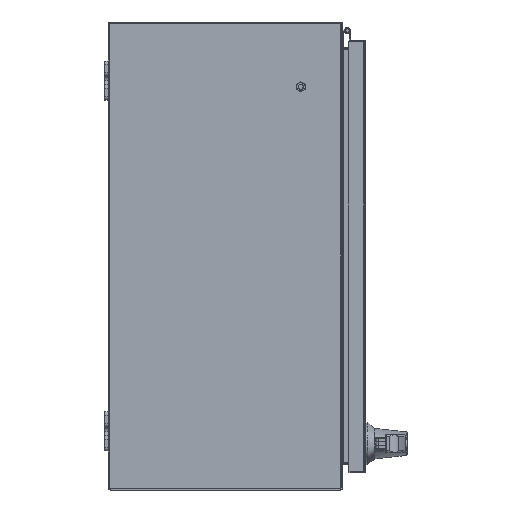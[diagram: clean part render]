
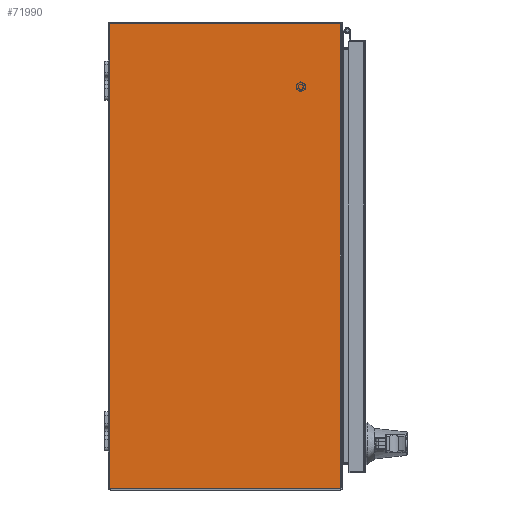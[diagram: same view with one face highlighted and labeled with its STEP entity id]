
A CAD part, front view. The second image highlights one B-rep face of the part: STEP entity #71990.
In plain terms, the highlighted face is planar.
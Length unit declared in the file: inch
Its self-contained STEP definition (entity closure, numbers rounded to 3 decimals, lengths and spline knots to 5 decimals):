
#2041 = EDGE_CURVE ( 'NONE', #17801, #14273, #107948, .T. ) ;
#2058 = CARTESIAN_POINT ( 'NONE',  ( 11.678, -11.77404, -15. ) ) ;
#2407 = AXIS2_PLACEMENT_3D ( 'NONE', #2058, #27592, #84273 ) ;
#3292 = CARTESIAN_POINT ( 'NONE',  ( 11.928, -12.941, -15. ) ) ;
#6241 = CARTESIAN_POINT ( 'NONE',  ( -11.928, -0.072, -15. ) ) ;
#8010 = FACE_OUTER_BOUND ( 'NONE', #40552, .T. ) ;
#8158 = CARTESIAN_POINT ( 'NONE',  ( 11.928, -0.072, -15. ) ) ;
#13058 = AXIS2_PLACEMENT_3D ( 'NONE', #49590, #74685, #91012 ) ;
#14154 = CARTESIAN_POINT ( 'NONE',  ( 11.928, -11.77404, -15. ) ) ;
#14273 = VERTEX_POINT ( 'NONE', #107586 ) ;
#14393 = LINE ( 'NONE', #3292, #91131 ) ;
#14447 = DIRECTION ( 'NONE',  ( 0., 0., 1. ) ) ;
#14489 = VERTEX_POINT ( 'NONE', #21995 ) ;
#16605 = ORIENTED_EDGE ( 'NONE', *, *, #56693, .F. ) ;
#16924 = DIRECTION ( 'NONE',  ( 1., 0., 0. ) ) ;
#17801 = VERTEX_POINT ( 'NONE', #20100 ) ;
#20100 = CARTESIAN_POINT ( 'NONE',  ( 11.89842, -11.892, -15. ) ) ;
#21836 = ORIENTED_EDGE ( 'NONE', *, *, #36294, .F. ) ;
#21995 = CARTESIAN_POINT ( 'NONE',  ( -11.928, -0.072, -15. ) ) ;
#22811 = CARTESIAN_POINT ( 'NONE',  ( 11.928, -11.892, -15. ) ) ;
#27592 = DIRECTION ( 'NONE',  ( 0., 0., 1. ) ) ;
#28496 = VECTOR ( 'NONE', #106489, 39.37008 ) ;
#28806 = DIRECTION ( 'NONE',  ( 0., 1., 0. ) ) ;
#35488 = AXIS2_PLACEMENT_3D ( 'NONE', #64282, #14447, #72632 ) ;
#36294 = EDGE_CURVE ( 'NONE', #59176, #14273, #76178, .T. ) ;
#38548 = LINE ( 'NONE', #6241, #94445 ) ;
#40552 = EDGE_LOOP ( 'NONE', ( #80428, #85430, #21836, #55853, #76508, #16605 ) ) ;
#41412 = VERTEX_POINT ( 'NONE', #54089 ) ;
#41690 = EDGE_CURVE ( 'NONE', #14489, #41412, #72271, .T. ) ;
#43918 = CIRCLE ( 'NONE', #2407, 0.25 ) ;
#48566 = EDGE_CURVE ( 'NONE', #17801, #68980, #43918, .T. ) ;
#49590 = CARTESIAN_POINT ( 'NONE',  ( 11.928, -0.072, -15. ) ) ;
#52743 = VECTOR ( 'NONE', #16924, 39.37008 ) ;
#54089 = CARTESIAN_POINT ( 'NONE',  ( 11.928, -0.072, -15. ) ) ;
#55853 = ORIENTED_EDGE ( 'NONE', *, *, #81375, .T. ) ;
#56578 = PLANE ( 'NONE',  #13058 ) ;
#56693 = EDGE_CURVE ( 'NONE', #68980, #41412, #14393, .T. ) ;
#59176 = VERTEX_POINT ( 'NONE', #62904 ) ;
#62904 = CARTESIAN_POINT ( 'NONE',  ( -11.928, -11.77404, -15. ) ) ;
#64282 = CARTESIAN_POINT ( 'NONE',  ( -11.678, -11.77404, -15. ) ) ;
#68980 = VERTEX_POINT ( 'NONE', #14154 ) ;
#71990 = ADVANCED_FACE ( 'NONE', ( #8010 ), #56578, .T. ) ;
#72271 = LINE ( 'NONE', #8158, #52743 ) ;
#72632 = DIRECTION ( 'NONE',  ( -1., 0., 0. ) ) ;
#74685 = DIRECTION ( 'NONE',  ( 0., 0., -1. ) ) ;
#76178 = CIRCLE ( 'NONE', #35488, 0.25 ) ;
#76508 = ORIENTED_EDGE ( 'NONE', *, *, #41690, .T. ) ;
#80428 = ORIENTED_EDGE ( 'NONE', *, *, #48566, .F. ) ;
#81375 = EDGE_CURVE ( 'NONE', #59176, #14489, #38548, .T. ) ;
#84273 = DIRECTION ( 'NONE',  ( -1., 0., 0. ) ) ;
#85430 = ORIENTED_EDGE ( 'NONE', *, *, #2041, .T. ) ;
#88456 = DIRECTION ( 'NONE',  ( 0., 1., 0. ) ) ;
#91012 = DIRECTION ( 'NONE',  ( 0., -1., 0. ) ) ;
#91131 = VECTOR ( 'NONE', #28806, 39.37008 ) ;
#94445 = VECTOR ( 'NONE', #88456, 39.37008 ) ;
#106489 = DIRECTION ( 'NONE',  ( -1., 0., 0. ) ) ;
#107586 = CARTESIAN_POINT ( 'NONE',  ( -11.89842, -11.892, -15. ) ) ;
#107948 = LINE ( 'NONE', #22811, #28496 ) ;
